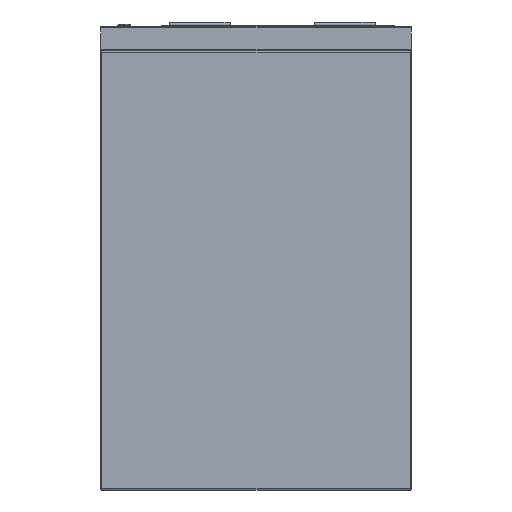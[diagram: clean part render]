
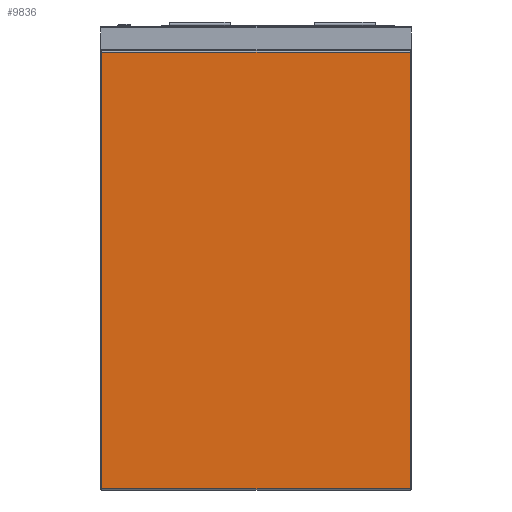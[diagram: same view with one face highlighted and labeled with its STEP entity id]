
A CAD part, left-side view. The second image highlights one B-rep face of the part: STEP entity #9836.
In plain terms, the highlighted planar face has unit normal (-1, 0, 0).
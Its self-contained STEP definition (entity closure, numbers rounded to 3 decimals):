
#1569 = DIRECTION ( 'NONE',  ( 0., -1., 0. ) ) ;
#1668 = CARTESIAN_POINT ( 'NONE',  ( -772.5, -255., -760. ) ) ;
#1786 = LINE ( 'NONE', #2939, #11951 ) ;
#2939 = CARTESIAN_POINT ( 'NONE',  ( -772.5, -253., -760. ) ) ;
#3779 = VERTEX_POINT ( 'NONE', #13618 ) ;
#4414 = CARTESIAN_POINT ( 'NONE',  ( -772.5, -255., -758. ) ) ;
#4874 = CARTESIAN_POINT ( 'NONE',  ( -772.5, 253., -758. ) ) ;
#5413 = ORIENTED_EDGE ( 'NONE', *, *, #16746, .T. ) ;
#5474 = VERTEX_POINT ( 'NONE', #19855 ) ;
#5529 = VERTEX_POINT ( 'NONE', #9389 ) ;
#7267 = DIRECTION ( 'NONE',  ( 0., -1., 0. ) ) ;
#7323 = EDGE_CURVE ( 'NONE', #5474, #7687, #15888, .T. ) ;
#7687 = VERTEX_POINT ( 'NONE', #4874 ) ;
#7980 = DIRECTION ( 'NONE',  ( 0., 0., 1. ) ) ;
#8573 = AXIS2_PLACEMENT_3D ( 'NONE', #1668, #19742, #1569 ) ;
#8712 = EDGE_LOOP ( 'NONE', ( #5413, #10207, #18980, #16727 ) ) ;
#9072 = PLANE ( 'NONE',  #8573 ) ;
#9185 = VECTOR ( 'NONE', #11254, 1000. ) ;
#9291 = DIRECTION ( 'NONE',  ( 0., 1., 0. ) ) ;
#9389 = CARTESIAN_POINT ( 'NONE',  ( -772.5, -253., -758. ) ) ;
#9836 = ADVANCED_FACE ( 'Fl�che7', ( #12184 ), #9072, .T. ) ;
#10207 = ORIENTED_EDGE ( 'NONE', *, *, #15302, .T. ) ;
#11254 = DIRECTION ( 'NONE',  ( 0., 0., -1. ) ) ;
#11951 = VECTOR ( 'NONE', #7980, 1000. ) ;
#12184 = FACE_OUTER_BOUND ( 'NONE', #8712, .T. ) ;
#13618 = CARTESIAN_POINT ( 'NONE',  ( -772.5, -253., -42. ) ) ;
#13701 = LINE ( 'NONE', #18535, #13821 ) ;
#13821 = VECTOR ( 'NONE', #9291, 1000. ) ;
#14153 = EDGE_CURVE ( 'NONE', #7687, #5529, #15106, .T. ) ;
#15106 = LINE ( 'NONE', #4414, #19319 ) ;
#15302 = EDGE_CURVE ( 'NONE', #3779, #5474, #13701, .T. ) ;
#15888 = LINE ( 'NONE', #17314, #9185 ) ;
#16727 = ORIENTED_EDGE ( 'NONE', *, *, #14153, .T. ) ;
#16746 = EDGE_CURVE ( 'NONE', #5529, #3779, #1786, .T. ) ;
#17314 = CARTESIAN_POINT ( 'NONE',  ( -772.5, 253., -760. ) ) ;
#18535 = CARTESIAN_POINT ( 'NONE',  ( -772.5, 255., -42. ) ) ;
#18980 = ORIENTED_EDGE ( 'NONE', *, *, #7323, .T. ) ;
#19319 = VECTOR ( 'NONE', #7267, 1000. ) ;
#19742 = DIRECTION ( 'NONE',  ( -1., 0., 0. ) ) ;
#19855 = CARTESIAN_POINT ( 'NONE',  ( -772.5, 253., -42. ) ) ;
